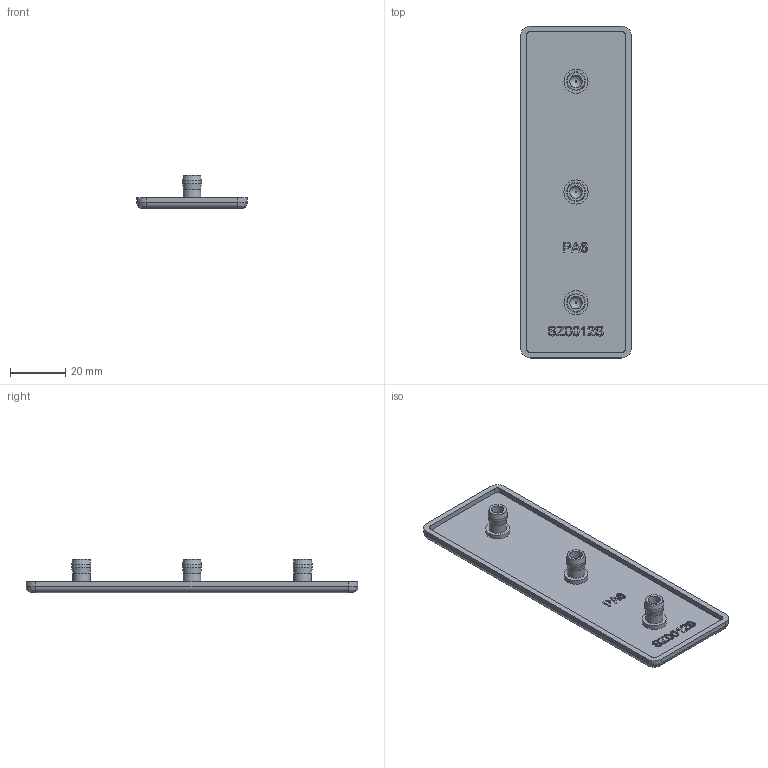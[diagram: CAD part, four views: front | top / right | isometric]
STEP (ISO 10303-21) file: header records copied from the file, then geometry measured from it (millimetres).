
FILE_DESCRIPTION((''),'2;1');
FILE_NAME('SZ0012S_A.stp','2013-08-19T13:52:28',('janine behrens'),(''),'Autodesk Inventor 2012','Autodesk Inventor 2012','');
FILE_SCHEMA(('AUTOMOTIVE_DESIGN { 1 0 10303 214 1 1 1 1 }'));
Length unit declared in the file: millimetre
Products named in the file (1): SZ0012S_A
Bounding box: 40 x 120 x 12 mm (x, y, z)
Volume: 11263.1 mm3; surface area: 12124.4 mm2
Topology: 1 solids, 1 shells, 199 faces, 496 edges, 324 vertices
Faces by surface type: bspline 90, plane 79, cylinder 24, cone 6
Full cylindrical faces by diameter (mm): 4.5 x3, 6.3 x3, 6.9 x3, 8.7 x3
Entity records: 6813 total; most frequent: CARTESIAN_POINT 2653, ORIENTED_EDGE 950, DIRECTION 587, EDGE_CURVE 475, VERTEX_POINT 324, VECTOR 251, LINE 251, EDGE_LOOP 245
